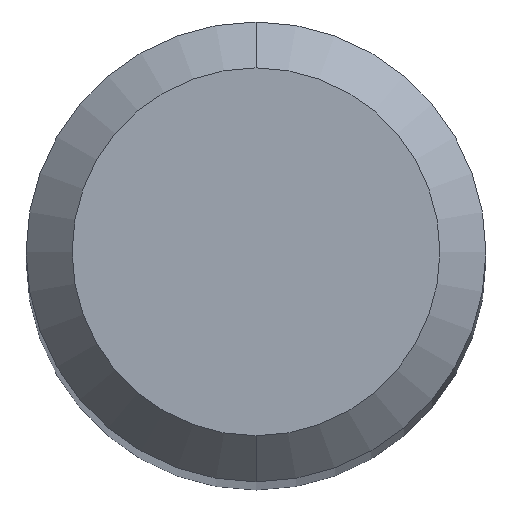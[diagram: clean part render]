
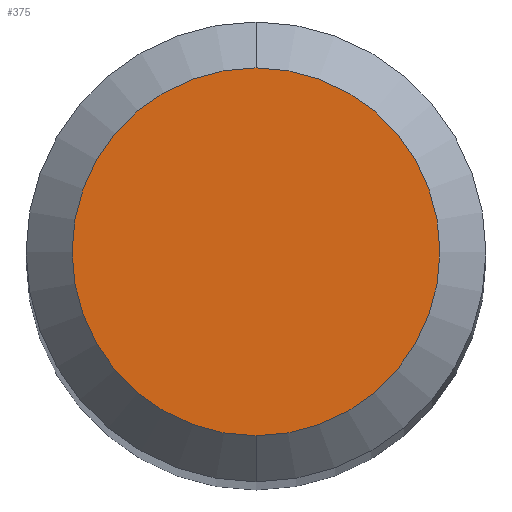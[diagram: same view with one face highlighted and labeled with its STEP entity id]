
A CAD part, top view. The second image highlights one B-rep face of the part: STEP entity #375.
In plain terms, the highlighted planar face has unit normal (0, 0, 1).
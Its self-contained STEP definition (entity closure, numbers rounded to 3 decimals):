
#375=ADVANCED_FACE('',(#998),#999,.T.);
#531=EDGE_CURVE('',#565,#757,#1169,.T.);
#565=VERTEX_POINT('',#1205);
#757=VERTEX_POINT('',#1410);
#925=EDGE_CURVE('',#757,#565,#1600,.T.);
#998=FACE_OUTER_BOUND('',#2282,.T.);
#999=PLANE('',#2283);
#1169=CIRCLE('',#3372,1.2);
#1205=CARTESIAN_POINT('',(0.0,1.2,0.0));
#1410=CARTESIAN_POINT('',(0.,-1.2,0.0));
#1600=CIRCLE('',#5697,1.2);
#2282=EDGE_LOOP('',(#5790,#5791));
#2283=AXIS2_PLACEMENT_3D('',#5792,#5793,#5794);
#3372=AXIS2_PLACEMENT_3D('',#5982,#5983,#5984);
#5697=AXIS2_PLACEMENT_3D('',#6435,#6436,#6437);
#5790=ORIENTED_EDGE('',*,*,#531,.F.);
#5791=ORIENTED_EDGE('',*,*,#925,.F.);
#5792=CARTESIAN_POINT('',(0.0,0.6,0.0));
#5793=DIRECTION('',(-0.0,0.0,1.0));
#5794=DIRECTION('',(0.0,-1.0,0.0));
#5982=CARTESIAN_POINT('',(0.0,0.0,0.0));
#5983=DIRECTION('',(0.0,0.0,-1.0));
#5984=DIRECTION('',(0.0,1.0,0.0));
#6435=CARTESIAN_POINT('',(0.0,0.0,0.0));
#6436=DIRECTION('',(0.0,0.0,-1.0));
#6437=DIRECTION('',(0.0,1.0,0.0));
